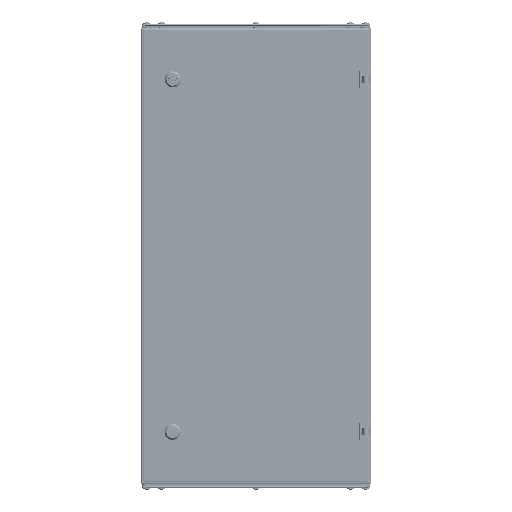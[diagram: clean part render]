
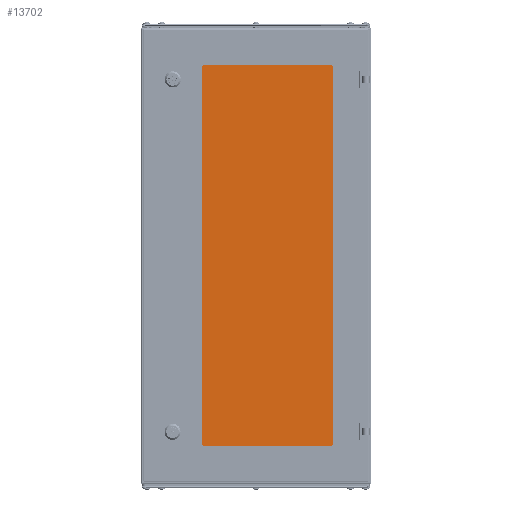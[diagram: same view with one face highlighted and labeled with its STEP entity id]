
A CAD part, top view. The second image highlights one B-rep face of the part: STEP entity #13702.
In plain terms, the highlighted planar face has unit normal (0, 0, 1).
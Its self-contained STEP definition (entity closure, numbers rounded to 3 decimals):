
#869 = VERTEX_POINT ( 'NONE', #49770 ) ;
#1112 = CIRCLE ( 'NONE', #48886, 10. ) ;
#1764 = AXIS2_PLACEMENT_3D ( 'NONE', #63825, #9621, #56337 ) ;
#2465 = PLANE ( 'NONE',  #41965 ) ;
#3700 = ORIENTED_EDGE ( 'NONE', *, *, #38804, .T. ) ;
#3913 = DIRECTION ( 'NONE',  ( 0., -1., 0. ) ) ;
#4554 = CARTESIAN_POINT ( 'NONE',  ( -127.75, 335.5, 4. ) ) ;
#5349 = AXIS2_PLACEMENT_3D ( 'NONE', #17672, #63959, #83735 ) ;
#5745 = VECTOR ( 'NONE', #37729, 1000. ) ;
#6800 = EDGE_LOOP ( 'NONE', ( #76027, #3700, #26469, #86135, #53810, #66622, #38815, #24433 ) ) ;
#6982 = VERTEX_POINT ( 'NONE', #39961 ) ;
#8316 = CARTESIAN_POINT ( 'NONE',  ( 117.75, 335.5, 4. ) ) ;
#8954 = VERTEX_POINT ( 'NONE', #39336 ) ;
#9510 = CARTESIAN_POINT ( 'NONE',  ( 0., 0., 4. ) ) ;
#9621 = DIRECTION ( 'NONE',  ( 0., 0., 1. ) ) ;
#10534 = LINE ( 'NONE', #32559, #26709 ) ;
#10849 = CARTESIAN_POINT ( 'NONE',  ( 127.75, -345.5, 4. ) ) ;
#13228 = EDGE_CURVE ( 'NONE', #8954, #68040, #1112, .T. ) ;
#13702 = ADVANCED_FACE ( 'NONE', ( #16979 ), #2465, .F. ) ;
#15052 = VERTEX_POINT ( 'NONE', #4554 ) ;
#16979 = FACE_OUTER_BOUND ( 'NONE', #6800, .T. ) ;
#17672 = CARTESIAN_POINT ( 'NONE',  ( -117.75, 335.5, 4. ) ) ;
#18413 = EDGE_CURVE ( 'NONE', #73739, #8954, #44334, .T. ) ;
#18634 = CIRCLE ( 'NONE', #1764, 10. ) ;
#19791 = EDGE_CURVE ( 'NONE', #6982, #37795, #81364, .T. ) ;
#22818 = CIRCLE ( 'NONE', #27106, 10. ) ;
#24024 = DIRECTION ( 'NONE',  ( 0., 0., -1. ) ) ;
#24433 = ORIENTED_EDGE ( 'NONE', *, *, #24753, .T. ) ;
#24660 = CARTESIAN_POINT ( 'NONE',  ( -127.75, 345.5, 4. ) ) ;
#24753 = EDGE_CURVE ( 'NONE', #869, #6982, #18634, .T. ) ;
#25036 = CIRCLE ( 'NONE', #5349, 10. ) ;
#26469 = ORIENTED_EDGE ( 'NONE', *, *, #18413, .T. ) ;
#26709 = VECTOR ( 'NONE', #3913, 1000. ) ;
#27106 = AXIS2_PLACEMENT_3D ( 'NONE', #43321, #42462, #70209 ) ;
#28913 = DIRECTION ( 'NONE',  ( -1., 0., 0. ) ) ;
#31733 = DIRECTION ( 'NONE',  ( -1., 0., 0. ) ) ;
#32559 = CARTESIAN_POINT ( 'NONE',  ( -127.75, -345.5, 4. ) ) ;
#37713 = CARTESIAN_POINT ( 'NONE',  ( 117.75, 345.5, 4. ) ) ;
#37729 = DIRECTION ( 'NONE',  ( 0., 1., 0. ) ) ;
#37795 = VERTEX_POINT ( 'NONE', #61992 ) ;
#38766 = LINE ( 'NONE', #24660, #48920 ) ;
#38804 = EDGE_CURVE ( 'NONE', #37795, #73739, #22818, .T. ) ;
#38815 = ORIENTED_EDGE ( 'NONE', *, *, #69831, .T. ) ;
#39336 = CARTESIAN_POINT ( 'NONE',  ( 127.75, 335.5, 4. ) ) ;
#39961 = CARTESIAN_POINT ( 'NONE',  ( -117.75, -345.5, 4. ) ) ;
#41965 = AXIS2_PLACEMENT_3D ( 'NONE', #9510, #24024, #28913 ) ;
#42326 = VERTEX_POINT ( 'NONE', #69398 ) ;
#42462 = DIRECTION ( 'NONE',  ( 0., 0., 1. ) ) ;
#43321 = CARTESIAN_POINT ( 'NONE',  ( 117.75, -335.5, 4. ) ) ;
#44334 = LINE ( 'NONE', #10849, #5745 ) ;
#47471 = DIRECTION ( 'NONE',  ( 1., 0., 0. ) ) ;
#48886 = AXIS2_PLACEMENT_3D ( 'NONE', #8316, #74436, #54609 ) ;
#48920 = VECTOR ( 'NONE', #31733, 1000. ) ;
#49770 = CARTESIAN_POINT ( 'NONE',  ( -127.75, -335.5, 4. ) ) ;
#53810 = ORIENTED_EDGE ( 'NONE', *, *, #65279, .T. ) ;
#54609 = DIRECTION ( 'NONE',  ( -1., 0., 0. ) ) ;
#56337 = DIRECTION ( 'NONE',  ( -1., 0., 0. ) ) ;
#56445 = VECTOR ( 'NONE', #47471, 1000. ) ;
#60351 = CARTESIAN_POINT ( 'NONE',  ( 127.75, -335.5, 4. ) ) ;
#61992 = CARTESIAN_POINT ( 'NONE',  ( 117.75, -345.5, 4. ) ) ;
#63825 = CARTESIAN_POINT ( 'NONE',  ( -117.75, -335.5, 4. ) ) ;
#63959 = DIRECTION ( 'NONE',  ( 0., 0., 1. ) ) ;
#65279 = EDGE_CURVE ( 'NONE', #68040, #42326, #38766, .T. ) ;
#66622 = ORIENTED_EDGE ( 'NONE', *, *, #86981, .T. ) ;
#68040 = VERTEX_POINT ( 'NONE', #37713 ) ;
#69398 = CARTESIAN_POINT ( 'NONE',  ( -117.75, 345.5, 4. ) ) ;
#69831 = EDGE_CURVE ( 'NONE', #15052, #869, #10534, .T. ) ;
#70209 = DIRECTION ( 'NONE',  ( -1., 0., 0. ) ) ;
#73739 = VERTEX_POINT ( 'NONE', #60351 ) ;
#74436 = DIRECTION ( 'NONE',  ( 0., 0., 1. ) ) ;
#76027 = ORIENTED_EDGE ( 'NONE', *, *, #19791, .T. ) ;
#81364 = LINE ( 'NONE', #82228, #56445 ) ;
#82228 = CARTESIAN_POINT ( 'NONE',  ( -127.75, -345.5, 4. ) ) ;
#83735 = DIRECTION ( 'NONE',  ( -1., 0., 0. ) ) ;
#86135 = ORIENTED_EDGE ( 'NONE', *, *, #13228, .T. ) ;
#86981 = EDGE_CURVE ( 'NONE', #42326, #15052, #25036, .T. ) ;
